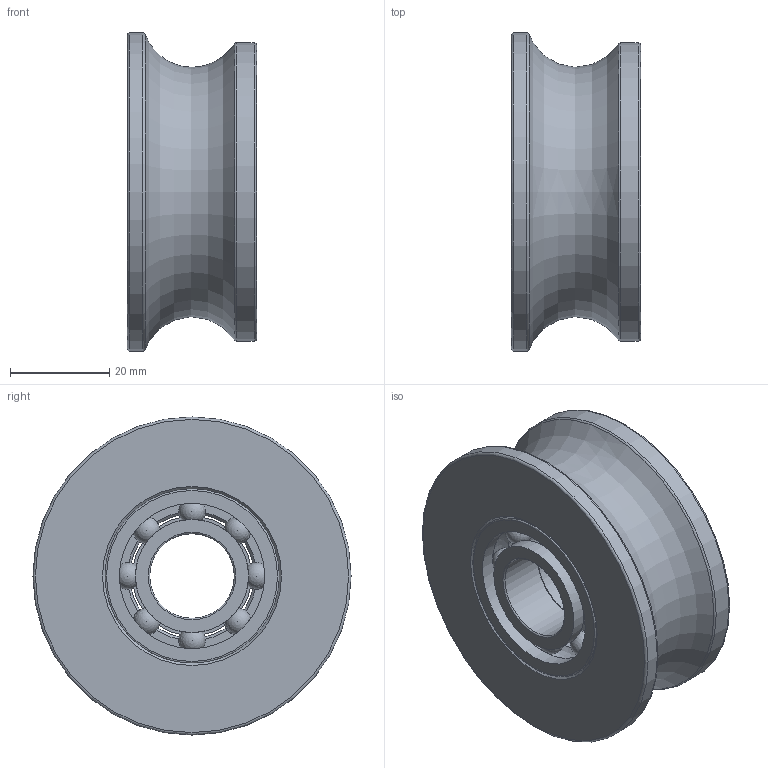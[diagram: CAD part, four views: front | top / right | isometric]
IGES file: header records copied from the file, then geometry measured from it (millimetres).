
Global section: file name: 820200.stp.ipt; native system: Autodesk Inventor 2014; preprocessor: unknown; author: zeman; date: 20151016.102116; units: millimetre
Bounding box: 26 x 64 x 64 mm (x, y, z)
Volume: 53386.3 mm3; surface area: 24258.6 mm2
Topology: 4 solids, 4 shells, 98 faces, 368 edges, 252 vertices
Faces by surface type: revolution 59, sphere 16, plane 14, cylinder 9
Full cylindrical faces by diameter (mm): 22.76 x4, 24 x1, 35 x2, 60 x1, 64 x1
